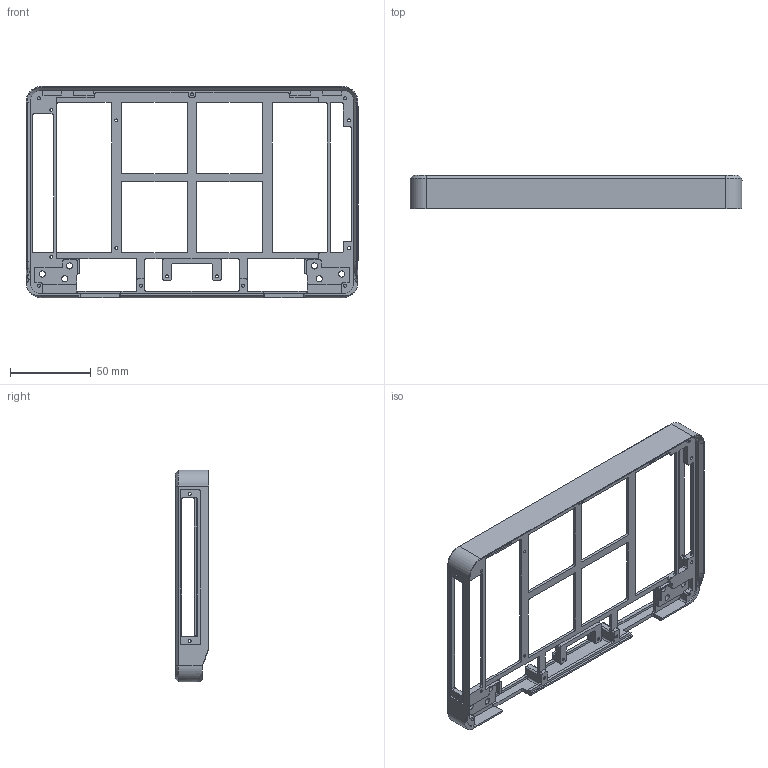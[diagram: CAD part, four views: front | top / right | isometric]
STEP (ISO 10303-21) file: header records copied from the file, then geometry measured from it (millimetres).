
FILE_DESCRIPTION(/* description */ (''),/* implementation_level */ '2;1');
FILE_NAME(/* name */ 'top enclosure_2023.11.21.step',/* time_stamp */ '2023-11-21T18:59:12+01:00',/* author */ (''),/* organization */ (''),/* preprocessor_version */ 'ST-DEVELOPER v20',/* originating_system */ 'Autodesk Translation Framework v12.14.0.127',/* authorisation */ '');
FILE_SCHEMA (('AUTOMOTIVE_DESIGN { 1 0 10303 214 3 1 1 }'));
Length unit declared in the file: millimetre
Products named in the file (1): closing display front
Bounding box: 205.4 x 20.78 x 131.02 mm (x, y, z)
Volume: 45981.3 mm3; surface area: 45825.2 mm2
Topology: 1 solids, 2 shells, 518 faces, 1497 edges, 985 vertices
Faces by surface type: cylinder 254, plane 240, bspline 11, torus 7, cone 6
Full cylindrical faces by diameter (mm): 1.6 x2, 1.8 x22, 2 x2, 3.8 x6
Entity records: 17527 total; most frequent: CARTESIAN_POINT 3281, DIRECTION 3037, ORIENTED_EDGE 2992, EDGE_CURVE 1496, AXIS2_PLACEMENT_3D 1045, VERTEX_POINT 985, LINE 947, VECTOR 947
